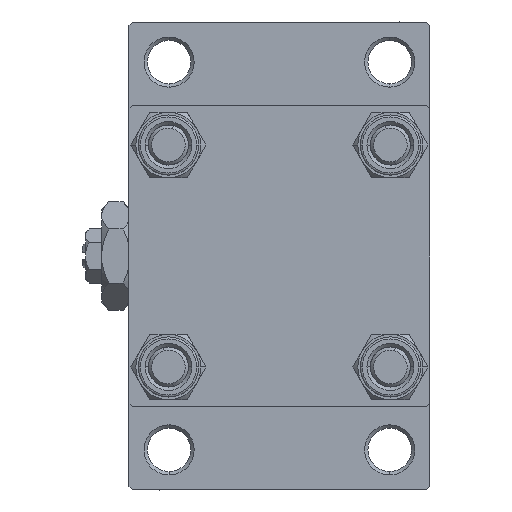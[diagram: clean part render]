
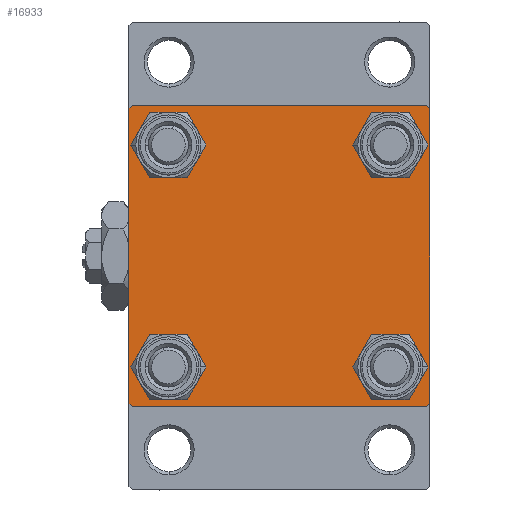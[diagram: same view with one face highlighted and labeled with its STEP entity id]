
A CAD part, left-side view. The second image highlights one B-rep face of the part: STEP entity #16933.
In plain terms, the highlighted planar face has unit normal (-1, 0, 0).
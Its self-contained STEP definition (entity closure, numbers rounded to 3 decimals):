
#142 = DIRECTION ( 'NONE',  ( 1., 0., 0. ) ) ;
#310 = CARTESIAN_POINT ( 'NONE',  ( 0., 16.6, 13.1 ) ) ;
#386 = LINE ( 'NONE', #19723, #40764 ) ;
#446 = VERTEX_POINT ( 'NONE', #33527 ) ;
#499 = VERTEX_POINT ( 'NONE', #31536 ) ;
#618 = EDGE_LOOP ( 'NONE', ( #28137, #19409 ) ) ;
#637 = VECTOR ( 'NONE', #14718, 1000. ) ;
#912 = VECTOR ( 'NONE', #6427, 1000. ) ;
#1300 = CARTESIAN_POINT ( 'NONE',  ( 0., 22., 22.5 ) ) ;
#1575 = DIRECTION ( 'NONE',  ( 0., 0., 1. ) ) ;
#1758 = CARTESIAN_POINT ( 'NONE',  ( 0., 22.5, 22.5 ) ) ;
#1768 = LINE ( 'NONE', #31994, #22937 ) ;
#2715 = LINE ( 'NONE', #18552, #24508 ) ;
#3269 = CARTESIAN_POINT ( 'NONE',  ( 0., 22., -22.5 ) ) ;
#3837 = VERTEX_POINT ( 'NONE', #310 ) ;
#3988 = AXIS2_PLACEMENT_3D ( 'NONE', #44367, #40654, #21819 ) ;
#4109 = EDGE_LOOP ( 'NONE', ( #46811, #31538 ) ) ;
#4217 = EDGE_CURVE ( 'NONE', #6069, #15292, #28985, .T. ) ;
#4932 = VERTEX_POINT ( 'NONE', #5213 ) ;
#5043 = AXIS2_PLACEMENT_3D ( 'NONE', #21034, #32403, #47535 ) ;
#5213 = CARTESIAN_POINT ( 'NONE',  ( 0., -22.5, -22. ) ) ;
#5919 = FACE_OUTER_BOUND ( 'NONE', #24024, .T. ) ;
#6048 = VERTEX_POINT ( 'NONE', #46364 ) ;
#6069 = VERTEX_POINT ( 'NONE', #38184 ) ;
#6427 = DIRECTION ( 'NONE',  ( 0., -0.707, -0.707 ) ) ;
#6765 = EDGE_CURVE ( 'NONE', #27065, #38700, #40029, .T. ) ;
#6838 = DIRECTION ( 'NONE',  ( 1., 0., 0. ) ) ;
#8070 = DIRECTION ( 'NONE',  ( 0., 0.707, 0.707 ) ) ;
#8327 = CARTESIAN_POINT ( 'NONE',  ( 0., 16.6, -16.6 ) ) ;
#10178 = EDGE_CURVE ( 'NONE', #28006, #20780, #28049, .T. ) ;
#10262 = ORIENTED_EDGE ( 'NONE', *, *, #30637, .T. ) ;
#10814 = EDGE_LOOP ( 'NONE', ( #22117, #34792 ) ) ;
#11901 = CARTESIAN_POINT ( 'NONE',  ( 0., -16.6, -16.6 ) ) ;
#12302 = DIRECTION ( 'NONE',  ( 0., 0., 1. ) ) ;
#12713 = CIRCLE ( 'NONE', #28520, 3.5 ) ;
#12748 = DIRECTION ( 'NONE',  ( 1., 0., 0. ) ) ;
#13382 = AXIS2_PLACEMENT_3D ( 'NONE', #21864, #33960, #37207 ) ;
#14495 = CARTESIAN_POINT ( 'NONE',  ( 0., 22.25, 22.25 ) ) ;
#14718 = DIRECTION ( 'NONE',  ( 0., -0.707, 0.707 ) ) ;
#15292 = VERTEX_POINT ( 'NONE', #3269 ) ;
#15503 = CIRCLE ( 'NONE', #47950, 3.5 ) ;
#16843 = CARTESIAN_POINT ( 'NONE',  ( 0., 22.25, -22.25 ) ) ;
#16933 = ADVANCED_FACE ( 'NONE', ( #40339, #48028, #24980, #17060, #5919 ), #29194, .T. ) ;
#17060 = FACE_BOUND ( 'NONE', #4109, .T. ) ;
#17474 = VECTOR ( 'NONE', #35700, 1000. ) ;
#17727 = DIRECTION ( 'NONE',  ( 0., 0.707, -0.707 ) ) ;
#18552 = CARTESIAN_POINT ( 'NONE',  ( 0., -22.5, 22.5 ) ) ;
#19409 = ORIENTED_EDGE ( 'NONE', *, *, #35471, .T. ) ;
#19698 = DIRECTION ( 'NONE',  ( 0., 0., 1. ) ) ;
#19723 = CARTESIAN_POINT ( 'NONE',  ( 0., -22.25, 22.25 ) ) ;
#19829 = DIRECTION ( 'NONE',  ( 0., 0., 1. ) ) ;
#19895 = EDGE_CURVE ( 'NONE', #6048, #23775, #386, .T. ) ;
#19947 = DIRECTION ( 'NONE',  ( 1., 0., 0. ) ) ;
#20324 = AXIS2_PLACEMENT_3D ( 'NONE', #46677, #12748, #1575 ) ;
#20780 = VERTEX_POINT ( 'NONE', #40991 ) ;
#21034 = CARTESIAN_POINT ( 'NONE',  ( 0., 0., 0. ) ) ;
#21690 = EDGE_CURVE ( 'NONE', #44005, #3837, #15503, .T. ) ;
#21819 = DIRECTION ( 'NONE',  ( 0., 0., 1. ) ) ;
#21864 = CARTESIAN_POINT ( 'NONE',  ( 0., -16.6, 16.6 ) ) ;
#22117 = ORIENTED_EDGE ( 'NONE', *, *, #42030, .T. ) ;
#22151 = LINE ( 'NONE', #48668, #26731 ) ;
#22937 = VECTOR ( 'NONE', #36432, 1000. ) ;
#23661 = CIRCLE ( 'NONE', #13382, 3.5 ) ;
#23775 = VERTEX_POINT ( 'NONE', #31897 ) ;
#23846 = EDGE_LOOP ( 'NONE', ( #24999, #47168 ) ) ;
#23893 = CARTESIAN_POINT ( 'NONE',  ( 0., 16.6, 16.6 ) ) ;
#24024 = EDGE_LOOP ( 'NONE', ( #44940, #40980, #35797, #10262, #36127, #25228, #39108, #45917 ) ) ;
#24089 = VERTEX_POINT ( 'NONE', #29919 ) ;
#24508 = VECTOR ( 'NONE', #36899, 1000. ) ;
#24636 = EDGE_CURVE ( 'NONE', #446, #43002, #25089, .T. ) ;
#24980 = FACE_BOUND ( 'NONE', #618, .T. ) ;
#24999 = ORIENTED_EDGE ( 'NONE', *, *, #10178, .T. ) ;
#25089 = CIRCLE ( 'NONE', #20324, 3.5 ) ;
#25228 = ORIENTED_EDGE ( 'NONE', *, *, #19895, .T. ) ;
#25336 = EDGE_CURVE ( 'NONE', #3837, #44005, #28177, .T. ) ;
#25417 = CARTESIAN_POINT ( 'NONE',  ( 0., 16.6, 16.6 ) ) ;
#25660 = DIRECTION ( 'NONE',  ( 0., 0., 1. ) ) ;
#26161 = CIRCLE ( 'NONE', #3988, 3.5 ) ;
#26303 = VECTOR ( 'NONE', #17727, 1000. ) ;
#26731 = VECTOR ( 'NONE', #29839, 1000. ) ;
#27010 = DIRECTION ( 'NONE',  ( 1., 0., 0. ) ) ;
#27065 = VERTEX_POINT ( 'NONE', #1300 ) ;
#28006 = VERTEX_POINT ( 'NONE', #37076 ) ;
#28049 = CIRCLE ( 'NONE', #37516, 3.5 ) ;
#28137 = ORIENTED_EDGE ( 'NONE', *, *, #24636, .T. ) ;
#28177 = CIRCLE ( 'NONE', #36976, 3.5 ) ;
#28520 = AXIS2_PLACEMENT_3D ( 'NONE', #8327, #142, #12302 ) ;
#28985 = LINE ( 'NONE', #16843, #912 ) ;
#29016 = LINE ( 'NONE', #1758, #17474 ) ;
#29194 = PLANE ( 'NONE',  #5043 ) ;
#29228 = CIRCLE ( 'NONE', #41875, 3.5 ) ;
#29395 = CARTESIAN_POINT ( 'NONE',  ( 0., -16.6, -16.6 ) ) ;
#29641 = DIRECTION ( 'NONE',  ( 0., 0., 1. ) ) ;
#29839 = DIRECTION ( 'NONE',  ( 0., -1., 0. ) ) ;
#29919 = CARTESIAN_POINT ( 'NONE',  ( 0., -16.6, 20.1 ) ) ;
#30560 = EDGE_CURVE ( 'NONE', #15292, #499, #22151, .T. ) ;
#30637 = EDGE_CURVE ( 'NONE', #499, #4932, #33778, .T. ) ;
#31536 = CARTESIAN_POINT ( 'NONE',  ( 0., -22., -22.5 ) ) ;
#31538 = ORIENTED_EDGE ( 'NONE', *, *, #25336, .T. ) ;
#31897 = CARTESIAN_POINT ( 'NONE',  ( 0., -22., 22.5 ) ) ;
#31968 = EDGE_CURVE ( 'NONE', #47132, #24089, #23661, .T. ) ;
#31994 = CARTESIAN_POINT ( 'NONE',  ( 0., 22.5, 22.5 ) ) ;
#32231 = CARTESIAN_POINT ( 'NONE',  ( 0., 22.5, 22. ) ) ;
#32403 = DIRECTION ( 'NONE',  ( -1., 0., 0. ) ) ;
#33459 = EDGE_CURVE ( 'NONE', #20780, #28006, #29228, .T. ) ;
#33527 = CARTESIAN_POINT ( 'NONE',  ( 0., 16.6, -13.1 ) ) ;
#33778 = LINE ( 'NONE', #45431, #637 ) ;
#33960 = DIRECTION ( 'NONE',  ( 1., 0., 0. ) ) ;
#34139 = EDGE_CURVE ( 'NONE', #6048, #4932, #2715, .T. ) ;
#34792 = ORIENTED_EDGE ( 'NONE', *, *, #31968, .T. ) ;
#35471 = EDGE_CURVE ( 'NONE', #43002, #446, #12713, .T. ) ;
#35700 = DIRECTION ( 'NONE',  ( 0., -1., 0. ) ) ;
#35797 = ORIENTED_EDGE ( 'NONE', *, *, #30560, .T. ) ;
#36127 = ORIENTED_EDGE ( 'NONE', *, *, #34139, .F. ) ;
#36432 = DIRECTION ( 'NONE',  ( 0., 0., -1. ) ) ;
#36491 = EDGE_CURVE ( 'NONE', #27065, #23775, #29016, .T. ) ;
#36899 = DIRECTION ( 'NONE',  ( 0., 0., -1. ) ) ;
#36976 = AXIS2_PLACEMENT_3D ( 'NONE', #25417, #44506, #25660 ) ;
#37076 = CARTESIAN_POINT ( 'NONE',  ( 0., -16.6, -13.1 ) ) ;
#37207 = DIRECTION ( 'NONE',  ( 0., 0., 1. ) ) ;
#37516 = AXIS2_PLACEMENT_3D ( 'NONE', #29395, #6838, #29641 ) ;
#38184 = CARTESIAN_POINT ( 'NONE',  ( 0., 22.5, -22. ) ) ;
#38700 = VERTEX_POINT ( 'NONE', #32231 ) ;
#38718 = EDGE_CURVE ( 'NONE', #38700, #6069, #1768, .T. ) ;
#39108 = ORIENTED_EDGE ( 'NONE', *, *, #36491, .F. ) ;
#39801 = CARTESIAN_POINT ( 'NONE',  ( 0., -16.6, 13.1 ) ) ;
#40029 = LINE ( 'NONE', #14495, #26303 ) ;
#40339 = FACE_BOUND ( 'NONE', #10814, .T. ) ;
#40654 = DIRECTION ( 'NONE',  ( 1., 0., 0. ) ) ;
#40703 = CARTESIAN_POINT ( 'NONE',  ( 0., 16.6, 20.1 ) ) ;
#40764 = VECTOR ( 'NONE', #8070, 1000. ) ;
#40980 = ORIENTED_EDGE ( 'NONE', *, *, #4217, .T. ) ;
#40991 = CARTESIAN_POINT ( 'NONE',  ( 0., -16.6, -20.1 ) ) ;
#41875 = AXIS2_PLACEMENT_3D ( 'NONE', #11901, #27010, #19829 ) ;
#42030 = EDGE_CURVE ( 'NONE', #24089, #47132, #26161, .T. ) ;
#42618 = CARTESIAN_POINT ( 'NONE',  ( 0., 16.6, -20.1 ) ) ;
#43002 = VERTEX_POINT ( 'NONE', #42618 ) ;
#44005 = VERTEX_POINT ( 'NONE', #40703 ) ;
#44367 = CARTESIAN_POINT ( 'NONE',  ( 0., -16.6, 16.6 ) ) ;
#44506 = DIRECTION ( 'NONE',  ( 1., 0., 0. ) ) ;
#44940 = ORIENTED_EDGE ( 'NONE', *, *, #38718, .T. ) ;
#45431 = CARTESIAN_POINT ( 'NONE',  ( 0., -22.25, -22.25 ) ) ;
#45917 = ORIENTED_EDGE ( 'NONE', *, *, #6765, .T. ) ;
#46364 = CARTESIAN_POINT ( 'NONE',  ( 0., -22.5, 22. ) ) ;
#46677 = CARTESIAN_POINT ( 'NONE',  ( 0., 16.6, -16.6 ) ) ;
#46811 = ORIENTED_EDGE ( 'NONE', *, *, #21690, .T. ) ;
#47132 = VERTEX_POINT ( 'NONE', #39801 ) ;
#47168 = ORIENTED_EDGE ( 'NONE', *, *, #33459, .T. ) ;
#47535 = DIRECTION ( 'NONE',  ( 0., 0., 1. ) ) ;
#47950 = AXIS2_PLACEMENT_3D ( 'NONE', #23893, #19947, #19698 ) ;
#48028 = FACE_BOUND ( 'NONE', #23846, .T. ) ;
#48668 = CARTESIAN_POINT ( 'NONE',  ( 0., 22.5, -22.5 ) ) ;
